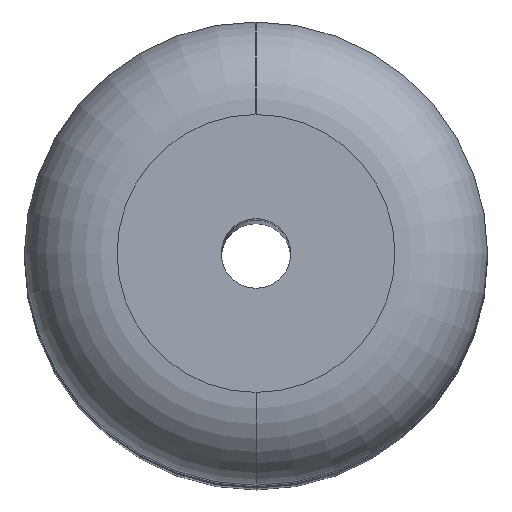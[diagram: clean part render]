
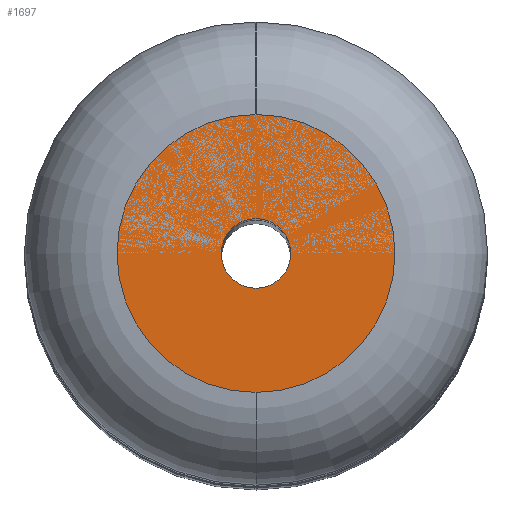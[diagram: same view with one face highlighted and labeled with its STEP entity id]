
A CAD part, top view. The second image highlights one B-rep face of the part: STEP entity #1697.
In plain terms, the highlighted planar face has unit normal (0, 0, 1).
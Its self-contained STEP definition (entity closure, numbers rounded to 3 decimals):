
#1536=CARTESIAN_POINT('',(0.,0.,125.));
#1537=DIRECTION('',(0.,0.,-1.));
#1538=DIRECTION('',(1.,0.,0.));
#1539=AXIS2_PLACEMENT_3D('',#1536,#1537,#1538);
#1544=CARTESIAN_POINT('',(0.,0.,125.));
#1545=DIRECTION('',(0.,0.,-1.));
#1546=DIRECTION('',(-1.,0.,0.));
#1547=AXIS2_PLACEMENT_3D('',#1544,#1545,#1546);
#1552=CARTESIAN_POINT('',(0.,0.,125.));
#1553=DIRECTION('',(0.,0.,-1.));
#1554=DIRECTION('',(0.,-1.,0.));
#1555=AXIS2_PLACEMENT_3D('',#1552,#1553,#1554);
#1560=CARTESIAN_POINT('',(0.,0.,125.));
#1561=DIRECTION('',(0.,0.,-1.));
#1562=DIRECTION('',(0.,1.,0.));
#1563=AXIS2_PLACEMENT_3D('',#1560,#1561,#1562);
#1668=CARTESIAN_POINT('',(0.,-6.,125.));
#1669=CARTESIAN_POINT('',(0.,6.,125.));
#1670=VERTEX_POINT('',#1668);
#1671=VERTEX_POINT('',#1669);
#1672=CARTESIAN_POINT('',(1.5,0.,125.));
#1673=CARTESIAN_POINT('',(-1.5,0.,125.));
#1674=VERTEX_POINT('',#1672);
#1675=VERTEX_POINT('',#1673);
#1680=CARTESIAN_POINT('',(0.,0.,125.));
#1681=DIRECTION('',(0.,0.,1.));
#1682=DIRECTION('',(0.,-1.,0.));
#1683=AXIS2_PLACEMENT_3D('',#1680,#1681,#1682);
#1684=PLANE('',#1683);
#1686=ORIENTED_EDGE('',*,*,#1685,.T.);
#1688=ORIENTED_EDGE('',*,*,#1687,.T.);
#1689=EDGE_LOOP('',(#1686,#1688));
#1690=FACE_OUTER_BOUND('',#1689,.F.);
#1692=ORIENTED_EDGE('',*,*,#1691,.F.);
#1694=ORIENTED_EDGE('',*,*,#1693,.F.);
#1695=EDGE_LOOP('',(#1692,#1694));
#1696=FACE_BOUND('',#1695,.F.);
#1540=CIRCLE('',#1539,1.5);
#1548=CIRCLE('',#1547,1.5);
#1556=CIRCLE('',#1555,6.);
#1564=CIRCLE('',#1563,6.);
#1685=EDGE_CURVE('',#1670,#1671,#1556,.T.);
#1687=EDGE_CURVE('',#1671,#1670,#1564,.T.);
#1691=EDGE_CURVE('',#1674,#1675,#1540,.T.);
#1693=EDGE_CURVE('',#1675,#1674,#1548,.T.);
#1697=ADVANCED_FACE('',(#1690,#1696),#1684,.T.);
